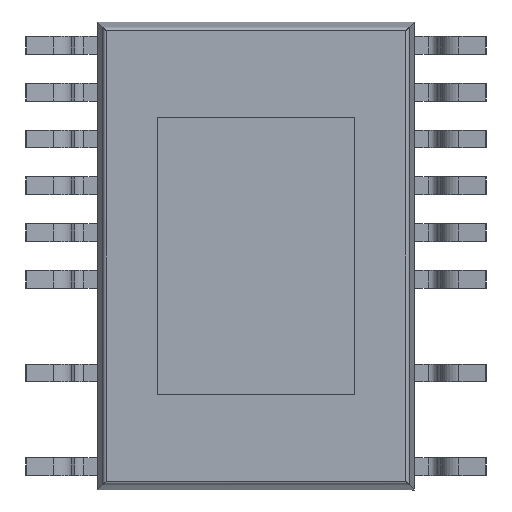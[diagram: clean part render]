
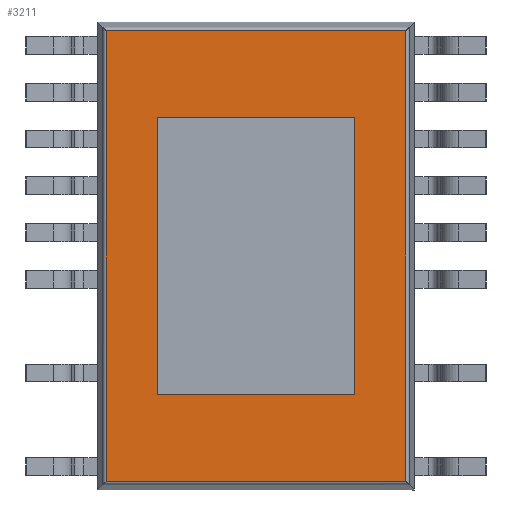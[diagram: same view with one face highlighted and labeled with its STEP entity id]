
A CAD part, front view. The second image highlights one B-rep face of the part: STEP entity #3211.
In plain terms, the highlighted planar face has unit normal (0, -1, 0).
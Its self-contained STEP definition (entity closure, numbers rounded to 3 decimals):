
#25 = CARTESIAN_POINT ( 'NONE',  ( -1.37, 0.15, -1.93 ) ) ;
#213 = EDGE_CURVE ( 'NONE', #6037, #5172, #1422, .T. ) ;
#319 = CARTESIAN_POINT ( 'NONE',  ( 0., 0.15, 1.93 ) ) ;
#329 = ORIENTED_EDGE ( 'NONE', *, *, #4698, .F. ) ;
#356 = DIRECTION ( 'NONE',  ( 1., 0., 0. ) ) ;
#386 = VECTOR ( 'NONE', #356, 1000. ) ;
#401 = AXIS2_PLACEMENT_3D ( 'NONE', #786, #2159, #4622 ) ;
#583 = VERTEX_POINT ( 'NONE', #25 ) ;
#660 = DIRECTION ( 'NONE',  ( 0., 0., 1. ) ) ;
#786 = CARTESIAN_POINT ( 'NONE',  ( 0., 0.15, 0. ) ) ;
#842 = LINE ( 'NONE', #1500, #1977 ) ;
#898 = ORIENTED_EDGE ( 'NONE', *, *, #213, .F. ) ;
#899 = LINE ( 'NONE', #3368, #6824 ) ;
#916 = VERTEX_POINT ( 'NONE', #7791 ) ;
#1094 = ORIENTED_EDGE ( 'NONE', *, *, #6200, .T. ) ;
#1128 = VERTEX_POINT ( 'NONE', #5131 ) ;
#1256 = LINE ( 'NONE', #5590, #2705 ) ;
#1305 = CARTESIAN_POINT ( 'NONE',  ( -2.078, 0.15, -3.128 ) ) ;
#1422 = LINE ( 'NONE', #5556, #2372 ) ;
#1500 = CARTESIAN_POINT ( 'NONE',  ( 0., 0.15, -1.93 ) ) ;
#1528 = CARTESIAN_POINT ( 'NONE',  ( 2.078, 0.15, 3.128 ) ) ;
#1579 = LINE ( 'NONE', #5879, #386 ) ;
#1844 = VECTOR ( 'NONE', #660, 1000. ) ;
#1961 = CARTESIAN_POINT ( 'NONE',  ( 2.078, 0.15, -3.128 ) ) ;
#1977 = VECTOR ( 'NONE', #4519, 1000. ) ;
#2114 = DIRECTION ( 'NONE',  ( 0., 0., 1. ) ) ;
#2128 = ORIENTED_EDGE ( 'NONE', *, *, #2338, .F. ) ;
#2159 = DIRECTION ( 'NONE',  ( 0., -1., 0. ) ) ;
#2299 = EDGE_CURVE ( 'NONE', #4684, #4531, #3958, .T. ) ;
#2338 = EDGE_CURVE ( 'NONE', #1128, #7065, #1579, .T. ) ;
#2372 = VECTOR ( 'NONE', #6235, 1000. ) ;
#2576 = DIRECTION ( 'NONE',  ( 0., 0., -1. ) ) ;
#2611 = EDGE_CURVE ( 'NONE', #4531, #916, #1256, .T. ) ;
#2705 = VECTOR ( 'NONE', #2576, 1000. ) ;
#2806 = FACE_BOUND ( 'NONE', #3872, .T. ) ;
#3211 = ADVANCED_FACE ( 'NONE', ( #3979, #2806 ), #5251, .T. ) ;
#3368 = CARTESIAN_POINT ( 'NONE',  ( 2.078, 0.15, 0. ) ) ;
#3421 = CARTESIAN_POINT ( 'NONE',  ( 1.37, 0.15, 1.93 ) ) ;
#3610 = VECTOR ( 'NONE', #2114, 1000. ) ;
#3624 = EDGE_CURVE ( 'NONE', #7065, #6037, #899, .T. ) ;
#3700 = LINE ( 'NONE', #7343, #1844 ) ;
#3837 = EDGE_LOOP ( 'NONE', ( #329, #898, #5088, #2128 ) ) ;
#3872 = EDGE_LOOP ( 'NONE', ( #5390, #6505, #4970, #1094 ) ) ;
#3896 = CARTESIAN_POINT ( 'NONE',  ( -1.37, 0.15, 0. ) ) ;
#3958 = LINE ( 'NONE', #319, #6424 ) ;
#3979 = FACE_OUTER_BOUND ( 'NONE', #3837, .T. ) ;
#4303 = EDGE_CURVE ( 'NONE', #916, #583, #842, .T. ) ;
#4519 = DIRECTION ( 'NONE',  ( -1., 0., 0. ) ) ;
#4531 = VERTEX_POINT ( 'NONE', #3421 ) ;
#4562 = DIRECTION ( 'NONE',  ( 1., 0., 0. ) ) ;
#4622 = DIRECTION ( 'NONE',  ( 1., 0., 0. ) ) ;
#4684 = VERTEX_POINT ( 'NONE', #6536 ) ;
#4698 = EDGE_CURVE ( 'NONE', #5172, #1128, #3700, .T. ) ;
#4970 = ORIENTED_EDGE ( 'NONE', *, *, #4303, .T. ) ;
#5088 = ORIENTED_EDGE ( 'NONE', *, *, #3624, .F. ) ;
#5131 = CARTESIAN_POINT ( 'NONE',  ( -2.078, 0.15, 3.128 ) ) ;
#5172 = VERTEX_POINT ( 'NONE', #1305 ) ;
#5251 = PLANE ( 'NONE',  #401 ) ;
#5390 = ORIENTED_EDGE ( 'NONE', *, *, #2299, .T. ) ;
#5556 = CARTESIAN_POINT ( 'NONE',  ( 0., 0.15, -3.128 ) ) ;
#5590 = CARTESIAN_POINT ( 'NONE',  ( 1.37, 0.15, 0. ) ) ;
#5812 = DIRECTION ( 'NONE',  ( 0., 0., -1. ) ) ;
#5879 = CARTESIAN_POINT ( 'NONE',  ( 0., 0.15, 3.128 ) ) ;
#6037 = VERTEX_POINT ( 'NONE', #1961 ) ;
#6200 = EDGE_CURVE ( 'NONE', #583, #4684, #7702, .T. ) ;
#6235 = DIRECTION ( 'NONE',  ( -1., 0., 0. ) ) ;
#6424 = VECTOR ( 'NONE', #4562, 1000. ) ;
#6505 = ORIENTED_EDGE ( 'NONE', *, *, #2611, .T. ) ;
#6536 = CARTESIAN_POINT ( 'NONE',  ( -1.37, 0.15, 1.93 ) ) ;
#6824 = VECTOR ( 'NONE', #5812, 1000. ) ;
#7065 = VERTEX_POINT ( 'NONE', #1528 ) ;
#7343 = CARTESIAN_POINT ( 'NONE',  ( -2.078, 0.15, 0. ) ) ;
#7702 = LINE ( 'NONE', #3896, #3610 ) ;
#7791 = CARTESIAN_POINT ( 'NONE',  ( 1.37, 0.15, -1.93 ) ) ;
